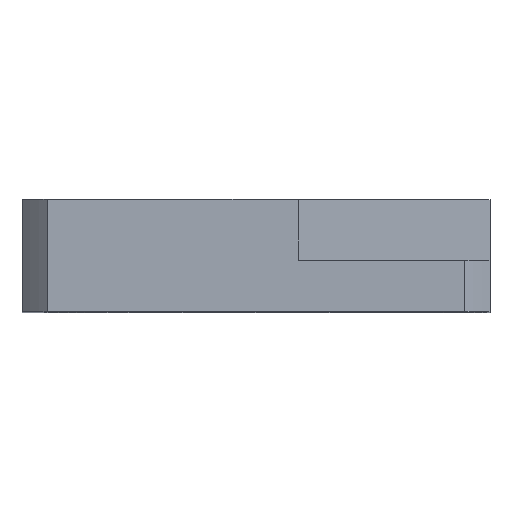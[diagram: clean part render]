
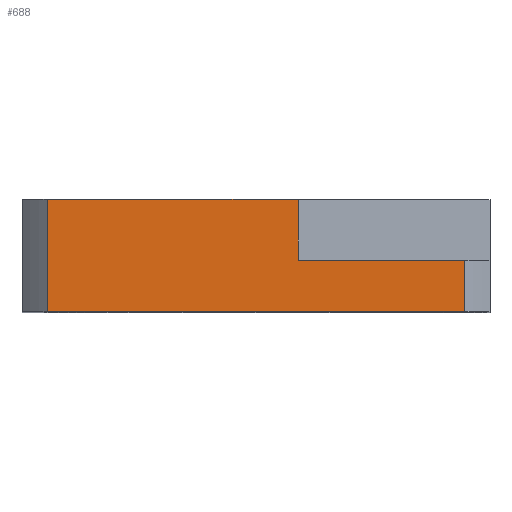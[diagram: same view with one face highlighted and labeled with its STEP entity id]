
A CAD part, top view. The second image highlights one B-rep face of the part: STEP entity #688.
In plain terms, the highlighted planar face has unit normal (0, 0, 1).
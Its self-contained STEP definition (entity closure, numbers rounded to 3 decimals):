
#21 = CARTESIAN_POINT ( 'NONE',  ( 4.515, 6., 25. ) ) ;
#41 = VECTOR ( 'NONE', #1049, 1000. ) ;
#61 = LINE ( 'NONE', #1411, #967 ) ;
#67 = VECTOR ( 'NONE', #713, 1000. ) ;
#71 = EDGE_CURVE ( 'NONE', #1319, #252, #1279, .T. ) ;
#76 = DIRECTION ( 'NONE',  ( 0., 0., 1. ) ) ;
#196 = FACE_OUTER_BOUND ( 'NONE', #1166, .T. ) ;
#223 = EDGE_CURVE ( 'NONE', #359, #705, #61, .T. ) ;
#225 = EDGE_CURVE ( 'NONE', #1391, #1319, #1169, .T. ) ;
#248 = VECTOR ( 'NONE', #347, 1000. ) ;
#252 = VERTEX_POINT ( 'NONE', #1061 ) ;
#294 = ORIENTED_EDGE ( 'NONE', *, *, #1560, .T. ) ;
#296 = DIRECTION ( 'NONE',  ( 0., -1., 0. ) ) ;
#329 = EDGE_CURVE ( 'NONE', #880, #359, #436, .T. ) ;
#347 = DIRECTION ( 'NONE',  ( -1., 0., 0. ) ) ;
#350 = EDGE_CURVE ( 'NONE', #252, #880, #1133, .T. ) ;
#359 = VERTEX_POINT ( 'NONE', #21 ) ;
#364 = AXIS2_PLACEMENT_3D ( 'NONE', #814, #76, #452 ) ;
#391 = ORIENTED_EDGE ( 'NONE', *, *, #329, .T. ) ;
#434 = ORIENTED_EDGE ( 'NONE', *, *, #71, .T. ) ;
#436 = LINE ( 'NONE', #1330, #67 ) ;
#452 = DIRECTION ( 'NONE',  ( 1., 0., 0. ) ) ;
#555 = DIRECTION ( 'NONE',  ( -1., 0., 0. ) ) ;
#636 = ORIENTED_EDGE ( 'NONE', *, *, #223, .T. ) ;
#688 = ADVANCED_FACE ( 'NONE', ( #196 ), #714, .T. ) ;
#705 = VERTEX_POINT ( 'NONE', #1424 ) ;
#713 = DIRECTION ( 'NONE',  ( 0., 1., 0. ) ) ;
#714 = PLANE ( 'NONE',  #364 ) ;
#729 = CARTESIAN_POINT ( 'NONE',  ( 21.379, -0.5, 25. ) ) ;
#733 = CARTESIAN_POINT ( 'NONE',  ( -22.299, -6., 25. ) ) ;
#735 = ORIENTED_EDGE ( 'NONE', *, *, #350, .T. ) ;
#785 = CARTESIAN_POINT ( 'NONE',  ( 25., -6., 25. ) ) ;
#814 = CARTESIAN_POINT ( 'NONE',  ( 25., 0., 25. ) ) ;
#880 = VERTEX_POINT ( 'NONE', #1481 ) ;
#892 = CARTESIAN_POINT ( 'NONE',  ( -22.299, 0., 25. ) ) ;
#922 = DIRECTION ( 'NONE',  ( 0., 1., 0. ) ) ;
#967 = VECTOR ( 'NONE', #555, 1000. ) ;
#1033 = VECTOR ( 'NONE', #296, 1000. ) ;
#1049 = DIRECTION ( 'NONE',  ( 1., 0., 0. ) ) ;
#1061 = CARTESIAN_POINT ( 'NONE',  ( 22.299, -0.5, 25. ) ) ;
#1086 = ORIENTED_EDGE ( 'NONE', *, *, #225, .T. ) ;
#1133 = LINE ( 'NONE', #729, #248 ) ;
#1160 = CARTESIAN_POINT ( 'NONE',  ( 22.299, 0., 25. ) ) ;
#1166 = EDGE_LOOP ( 'NONE', ( #434, #735, #391, #636, #294, #1086 ) ) ;
#1169 = LINE ( 'NONE', #785, #41 ) ;
#1279 = LINE ( 'NONE', #1160, #1392 ) ;
#1287 = LINE ( 'NONE', #892, #1033 ) ;
#1319 = VERTEX_POINT ( 'NONE', #1435 ) ;
#1330 = CARTESIAN_POINT ( 'NONE',  ( 4.515, 3., 25. ) ) ;
#1391 = VERTEX_POINT ( 'NONE', #733 ) ;
#1392 = VECTOR ( 'NONE', #922, 1000. ) ;
#1411 = CARTESIAN_POINT ( 'NONE',  ( 25., 6., 25. ) ) ;
#1424 = CARTESIAN_POINT ( 'NONE',  ( -22.299, 6., 25. ) ) ;
#1435 = CARTESIAN_POINT ( 'NONE',  ( 22.299, -6., 25. ) ) ;
#1481 = CARTESIAN_POINT ( 'NONE',  ( 4.515, -0.5, 25. ) ) ;
#1560 = EDGE_CURVE ( 'NONE', #705, #1391, #1287, .T. ) ;
